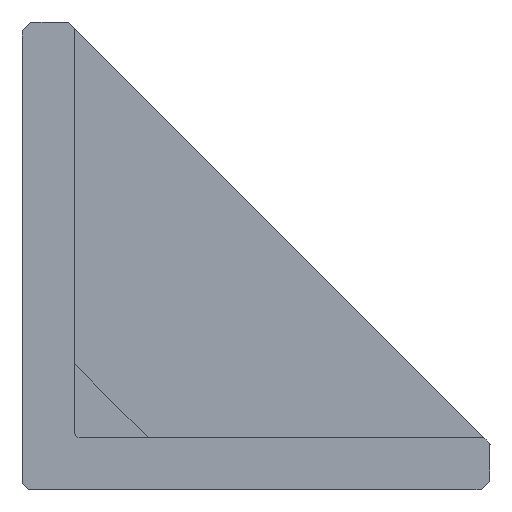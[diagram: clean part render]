
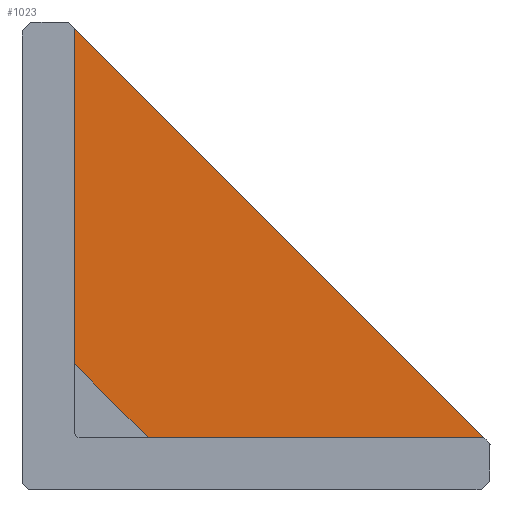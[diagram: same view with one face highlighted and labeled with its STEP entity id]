
A CAD part, left-side view. The second image highlights one B-rep face of the part: STEP entity #1023.
In plain terms, the highlighted planar face has unit normal (-1, 0, 0).
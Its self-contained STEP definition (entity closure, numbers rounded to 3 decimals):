
#20 = CARTESIAN_POINT ( 'NONE',  ( 13., -12.116, 6.73 ) ) ;
#89 = CARTESIAN_POINT ( 'NONE',  ( 13., -8.5, 74.876 ) ) ;
#156 = VERTEX_POINT ( 'NONE', #1497 ) ;
#178 = VERTEX_POINT ( 'NONE', #1940 ) ;
#209 = LINE ( 'NONE', #2455, #1170 ) ;
#221 = CARTESIAN_POINT ( 'NONE',  ( 13., -9.263, 8.524 ) ) ;
#282 = DIRECTION ( 'NONE',  ( 0., 0.944, 0.329 ) ) ;
#359 = LINE ( 'NONE', #2350, #2054 ) ;
#395 = ORIENTED_EDGE ( 'NONE', *, *, #2014, .F. ) ;
#413 = VERTEX_POINT ( 'NONE', #89 ) ;
#417 = VECTOR ( 'NONE', #1832, 1000. ) ;
#480 = CARTESIAN_POINT ( 'NONE',  ( 13., -8.239, 20.47 ) ) ;
#482 = LINE ( 'NONE', #20, #1650 ) ;
#511 = FACE_OUTER_BOUND ( 'NONE', #2269, .T. ) ;
#531 = VECTOR ( 'NONE', #1324, 1000. ) ;
#546 = CARTESIAN_POINT ( 'NONE',  ( 13., -6.227, 15.119 ) ) ;
#555 = CARTESIAN_POINT ( 'NONE',  ( 13., -8.502, 9.397 ) ) ;
#597 = LINE ( 'NONE', #1934, #1535 ) ;
#668 = CARTESIAN_POINT ( 'NONE',  ( 13., -8.5, 20.256 ) ) ;
#687 = DIRECTION ( 'NONE',  ( 0., 0.024, 1. ) ) ;
#709 = VERTEX_POINT ( 'NONE', #2342 ) ;
#749 = DIRECTION ( 'NONE',  ( 1., 0., 0. ) ) ;
#759 = DIRECTION ( 'NONE',  ( 0., 0.183, 0.983 ) ) ;
#762 = VECTOR ( 'NONE', #1379, 1000. ) ;
#812 = CARTESIAN_POINT ( 'NONE',  ( 13., -8.948, 8.643 ) ) ;
#857 = VECTOR ( 'NONE', #2364, 1000. ) ;
#866 = EDGE_CURVE ( 'NONE', #1861, #709, #2036, .T. ) ;
#868 = CARTESIAN_POINT ( 'NONE',  ( 13., -25.124, 58.375 ) ) ;
#879 = EDGE_CURVE ( 'NONE', #413, #1748, #597, .T. ) ;
#909 = LINE ( 'NONE', #868, #417 ) ;
#936 = CARTESIAN_POINT ( 'NONE',  ( 13., -32.01, 32.012 ) ) ;
#984 = DIRECTION ( 'NONE',  ( 0., 0., 1. ) ) ;
#1022 = ORIENTED_EDGE ( 'NONE', *, *, #2366, .F. ) ;
#1023 = ADVANCED_FACE ( 'NONE', ( #511 ), #1719, .F. ) ;
#1054 = EDGE_CURVE ( 'NONE', #709, #1515, #209, .T. ) ;
#1083 = VERTEX_POINT ( 'NONE', #555 ) ;
#1088 = VERTEX_POINT ( 'NONE', #1307 ) ;
#1113 = CARTESIAN_POINT ( 'NONE',  ( 13., -8.726, 8.859 ) ) ;
#1154 = VECTOR ( 'NONE', #282, 1000. ) ;
#1158 = DIRECTION ( 'NONE',  ( 0., 0.853, 0.522 ) ) ;
#1170 = VECTOR ( 'NONE', #1523, 1000. ) ;
#1175 = DIRECTION ( 'NONE',  ( 0., 1., 0. ) ) ;
#1249 = EDGE_CURVE ( 'NONE', #156, #178, #482, .T. ) ;
#1253 = AXIS2_PLACEMENT_3D ( 'NONE', #936, #749, #2096 ) ;
#1289 = VECTOR ( 'NONE', #1175, 1000. ) ;
#1307 = CARTESIAN_POINT ( 'NONE',  ( 13., -8.5, 9.5 ) ) ;
#1317 = ORIENTED_EDGE ( 'NONE', *, *, #1506, .F. ) ;
#1323 = ORIENTED_EDGE ( 'NONE', *, *, #2430, .F. ) ;
#1324 = DIRECTION ( 'NONE',  ( 0., 0., 1. ) ) ;
#1379 = DIRECTION ( 'NONE',  ( 0., 0.55, 0.835 ) ) ;
#1438 = EDGE_CURVE ( 'NONE', #1088, #413, #2196, .T. ) ;
#1497 = CARTESIAN_POINT ( 'NONE',  ( 13., -9.07, 8.591 ) ) ;
#1506 = EDGE_CURVE ( 'NONE', #1675, #1083, #359, .T. ) ;
#1512 = LINE ( 'NONE', #480, #1835 ) ;
#1515 = VERTEX_POINT ( 'NONE', #221 ) ;
#1523 = DIRECTION ( 'NONE',  ( 0., 0.99, 0.141 ) ) ;
#1534 = VERTEX_POINT ( 'NONE', #1543 ) ;
#1535 = VECTOR ( 'NONE', #984, 1000. ) ;
#1543 = CARTESIAN_POINT ( 'NONE',  ( 13., -8.607, 9.039 ) ) ;
#1560 = EDGE_CURVE ( 'NONE', #1958, #1534, #2305, .T. ) ;
#1618 = ORIENTED_EDGE ( 'NONE', *, *, #866, .F. ) ;
#1647 = LINE ( 'NONE', #1706, #1154 ) ;
#1650 = VECTOR ( 'NONE', #1158, 1000. ) ;
#1654 = VECTOR ( 'NONE', #1904, 1000. ) ;
#1669 = ORIENTED_EDGE ( 'NONE', *, *, #1983, .F. ) ;
#1672 = CARTESIAN_POINT ( 'NONE',  ( 13., -74.996, 8.5 ) ) ;
#1675 = VERTEX_POINT ( 'NONE', #2118 ) ;
#1706 = CARTESIAN_POINT ( 'NONE',  ( 13., -15.653, 6.295 ) ) ;
#1719 = PLANE ( 'NONE',  #1253 ) ;
#1724 = CARTESIAN_POINT ( 'NONE',  ( 13., -8.5, 75. ) ) ;
#1748 = VERTEX_POINT ( 'NONE', #1724 ) ;
#1832 = DIRECTION ( 'NONE',  ( 0., -0.707, -0.707 ) ) ;
#1835 = VECTOR ( 'NONE', #687, 1000. ) ;
#1861 = VERTEX_POINT ( 'NONE', #1672 ) ;
#1904 = DIRECTION ( 'NONE',  ( 0., 0.365, 0.931 ) ) ;
#1934 = CARTESIAN_POINT ( 'NONE',  ( 13., -8.5, 20.256 ) ) ;
#1940 = CARTESIAN_POINT ( 'NONE',  ( 13., -8.884, 8.705 ) ) ;
#1956 = CARTESIAN_POINT ( 'NONE',  ( 13., -20.721, 8.5 ) ) ;
#1958 = VERTEX_POINT ( 'NONE', #1113 ) ;
#1983 = EDGE_CURVE ( 'NONE', #1534, #1675, #2309, .T. ) ;
#2014 = EDGE_CURVE ( 'NONE', #1515, #156, #1647, .T. ) ;
#2036 = LINE ( 'NONE', #1956, #1289 ) ;
#2054 = VECTOR ( 'NONE', #759, 1000. ) ;
#2073 = ORIENTED_EDGE ( 'NONE', *, *, #1438, .F. ) ;
#2092 = ORIENTED_EDGE ( 'NONE', *, *, #1560, .F. ) ;
#2096 = DIRECTION ( 'NONE',  ( 0., 0., 1. ) ) ;
#2118 = CARTESIAN_POINT ( 'NONE',  ( 13., -8.535, 9.225 ) ) ;
#2136 = ORIENTED_EDGE ( 'NONE', *, *, #1054, .F. ) ;
#2162 = CARTESIAN_POINT ( 'NONE',  ( 13., -6.868, 11.682 ) ) ;
#2190 = ORIENTED_EDGE ( 'NONE', *, *, #879, .F. ) ;
#2196 = LINE ( 'NONE', #668, #531 ) ;
#2269 = EDGE_LOOP ( 'NONE', ( #2338, #2190, #2073, #1323, #1317, #1669, #2092, #1022, #2337, #395, #2136, #1618 ) ) ;
#2294 = LINE ( 'NONE', #812, #857 ) ;
#2305 = LINE ( 'NONE', #2162, #762 ) ;
#2309 = LINE ( 'NONE', #546, #1654 ) ;
#2337 = ORIENTED_EDGE ( 'NONE', *, *, #1249, .F. ) ;
#2338 = ORIENTED_EDGE ( 'NONE', *, *, #2471, .F. ) ;
#2342 = CARTESIAN_POINT ( 'NONE',  ( 13., -9.432, 8.5 ) ) ;
#2350 = CARTESIAN_POINT ( 'NONE',  ( 13., -6.863, 18.214 ) ) ;
#2364 = DIRECTION ( 'NONE',  ( 0., 0.718, 0.696 ) ) ;
#2366 = EDGE_CURVE ( 'NONE', #178, #1958, #2294, .T. ) ;
#2430 = EDGE_CURVE ( 'NONE', #1083, #1088, #1512, .T. ) ;
#2455 = CARTESIAN_POINT ( 'NONE',  ( 13., -18.772, 7.171 ) ) ;
#2471 = EDGE_CURVE ( 'NONE', #1748, #1861, #909, .T. ) ;
